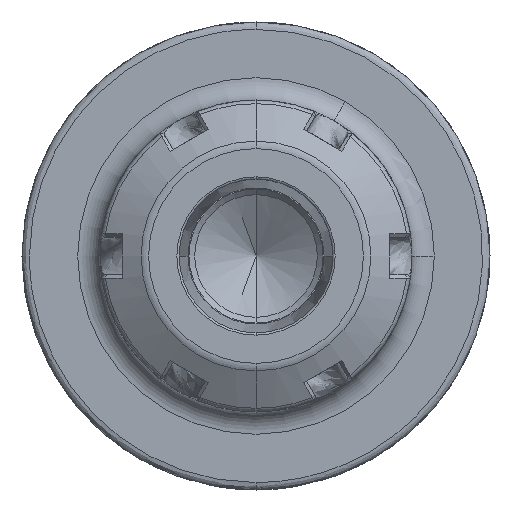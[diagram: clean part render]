
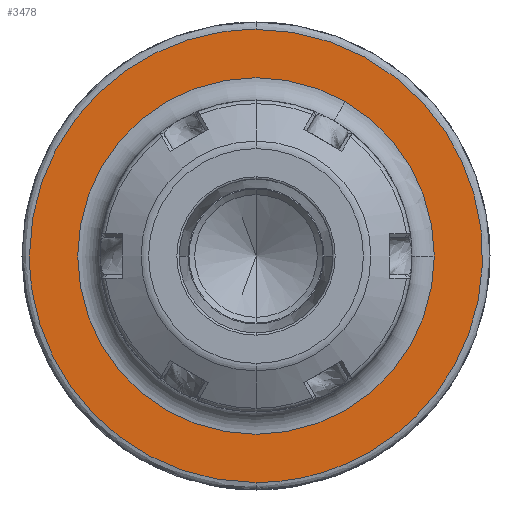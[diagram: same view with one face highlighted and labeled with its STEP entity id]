
A CAD part, front view. The second image highlights one B-rep face of the part: STEP entity #3478.
In plain terms, the highlighted planar face has unit normal (0, -1, 0).
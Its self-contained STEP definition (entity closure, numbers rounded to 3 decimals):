
#1041 = DIRECTION ( 'NONE',  ( 0., 1., 0. ) ) ;
#1726 = CARTESIAN_POINT ( 'NONE',  ( 0., -27., 0. ) ) ;
#2036 = CARTESIAN_POINT ( 'NONE',  ( 0., -27., -30.5 ) ) ;
#2113 = EDGE_CURVE ( 'NONE', #5036, #4584, #7488, .T. ) ;
#2816 = DIRECTION ( 'NONE',  ( 1., 0., 0. ) ) ;
#2829 = EDGE_CURVE ( 'NONE', #4205, #7540, #10902, .T. ) ;
#2934 = CARTESIAN_POINT ( 'NONE',  ( -31.5, -27., 0. ) ) ;
#3478 = ADVANCED_FACE ( 'NONE', ( #13285, #4916 ), #5038, .T. ) ;
#4139 = EDGE_LOOP ( 'NONE', ( #8175, #9705, #9460 ) ) ;
#4155 = CARTESIAN_POINT ( 'NONE',  ( 0., -27., 30.5 ) ) ;
#4205 = VERTEX_POINT ( 'NONE', #8725 ) ;
#4584 = VERTEX_POINT ( 'NONE', #11463 ) ;
#4671 = CARTESIAN_POINT ( 'NONE',  ( -30.5, -27., 0. ) ) ;
#4916 = FACE_OUTER_BOUND ( 'NONE', #4139, .T. ) ;
#5036 = VERTEX_POINT ( 'NONE', #9743 ) ;
#5038 = PLANE ( 'NONE',  #13202 ) ;
#5088 = DIRECTION ( 'NONE',  ( 0., -1., 0. ) ) ;
#5455 = EDGE_CURVE ( 'NONE', #4584, #5036, #10258, .T. ) ;
#5708 = AXIS2_PLACEMENT_3D ( 'NONE', #12526, #1041, #11969 ) ;
#5978 = CARTESIAN_POINT ( 'NONE',  ( -30.5, -27., 0. ) ) ;
#7064 = CARTESIAN_POINT ( 'NONE',  ( 0., -27., 30.5 ) ) ;
#7237 =( BOUNDED_CURVE ( )  B_SPLINE_CURVE ( 3, ( #10086, #7898, #11218, #4671 ),
 .UNSPECIFIED., .F., .F. ) 
 B_SPLINE_CURVE_WITH_KNOTS ( ( 4, 4 ),
 ( 0., 1. ),
 .UNSPECIFIED. ) 
 CURVE ( )  GEOMETRIC_REPRESENTATION_ITEM ( )  RATIONAL_B_SPLINE_CURVE ( ( 1., 0.805, 0.805, 1. ) ) 
 REPRESENTATION_ITEM ( '' )  );
#7488 = CIRCLE ( 'NONE', #5708, 24. ) ;
#7540 = VERTEX_POINT ( 'NONE', #11011 ) ;
#7560 = ORIENTED_EDGE ( 'NONE', *, *, #2113, .T. ) ;
#7898 = CARTESIAN_POINT ( 'NONE',  ( -17.866, -27., -30.5 ) ) ;
#8175 = ORIENTED_EDGE ( 'NONE', *, *, #2829, .F. ) ;
#8517 = CARTESIAN_POINT ( 'NONE',  ( 61., -27., -30.5 ) ) ;
#8535 = CARTESIAN_POINT ( 'NONE',  ( 0., -27., -30.5 ) ) ;
#8725 = CARTESIAN_POINT ( 'NONE',  ( -30.5, -27., 0. ) ) ;
#9275 = DIRECTION ( 'NONE',  ( 0., 1., 0. ) ) ;
#9460 = ORIENTED_EDGE ( 'NONE', *, *, #11039, .F. ) ;
#9705 = ORIENTED_EDGE ( 'NONE', *, *, #10643, .F. ) ;
#9743 = CARTESIAN_POINT ( 'NONE',  ( 24., -27., 0. ) ) ;
#10086 = CARTESIAN_POINT ( 'NONE',  ( 0., -27., -30.5 ) ) ;
#10258 = CIRCLE ( 'NONE', #11390, 24. ) ;
#10643 = EDGE_CURVE ( 'NONE', #12817, #4205, #7237, .T. ) ;
#10671 = CARTESIAN_POINT ( 'NONE',  ( 61., -27., 30.5 ) ) ;
#10902 =( BOUNDED_CURVE ( )  B_SPLINE_CURVE ( 3, ( #5978, #12502, #13588, #7064 ),
 .UNSPECIFIED., .F., .F. ) 
 B_SPLINE_CURVE_WITH_KNOTS ( ( 4, 4 ),
 ( 0., 0.333 ),
 .UNSPECIFIED. ) 
 CURVE ( )  GEOMETRIC_REPRESENTATION_ITEM ( )  RATIONAL_B_SPLINE_CURVE ( ( 1., 0.805, 0.805, 1. ) ) 
 REPRESENTATION_ITEM ( '' )  );
#11011 = CARTESIAN_POINT ( 'NONE',  ( 0., -27., 30.5 ) ) ;
#11039 = EDGE_CURVE ( 'NONE', #7540, #12817, #13784, .T. ) ;
#11218 = CARTESIAN_POINT ( 'NONE',  ( -30.5, -27., -17.866 ) ) ;
#11390 = AXIS2_PLACEMENT_3D ( 'NONE', #1726, #9275, #2816 ) ;
#11463 = CARTESIAN_POINT ( 'NONE',  ( 12., -27., 20.785 ) ) ;
#11969 = DIRECTION ( 'NONE',  ( 1., 0., 0. ) ) ;
#12502 = CARTESIAN_POINT ( 'NONE',  ( -30.5, -27., 17.866 ) ) ;
#12526 = CARTESIAN_POINT ( 'NONE',  ( 0., -27., 0. ) ) ;
#12664 = EDGE_LOOP ( 'NONE', ( #7560, #13568 ) ) ;
#12712 = DIRECTION ( 'NONE',  ( 1., 0., 0. ) ) ;
#12817 = VERTEX_POINT ( 'NONE', #8535 ) ;
#13202 = AXIS2_PLACEMENT_3D ( 'NONE', #2934, #5088, #12712 ) ;
#13285 = FACE_BOUND ( 'NONE', #12664, .T. ) ;
#13568 = ORIENTED_EDGE ( 'NONE', *, *, #5455, .T. ) ;
#13588 = CARTESIAN_POINT ( 'NONE',  ( -17.866, -27., 30.5 ) ) ;
#13784 =( BOUNDED_CURVE ( )  B_SPLINE_CURVE ( 3, ( #4155, #10671, #8517, #2036 ),
 .UNSPECIFIED., .F., .F. ) 
 B_SPLINE_CURVE_WITH_KNOTS ( ( 4, 4 ),
 ( 0.333, 1. ),
 .UNSPECIFIED. ) 
 CURVE ( )  GEOMETRIC_REPRESENTATION_ITEM ( )  RATIONAL_B_SPLINE_CURVE ( ( 1., 0.333, 0.333, 1. ) ) 
 REPRESENTATION_ITEM ( '' )  );
